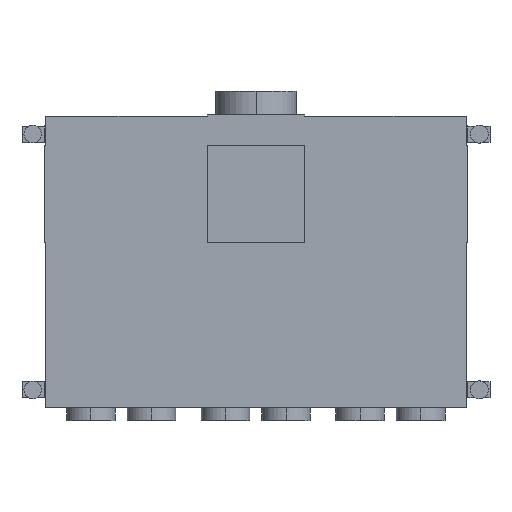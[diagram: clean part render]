
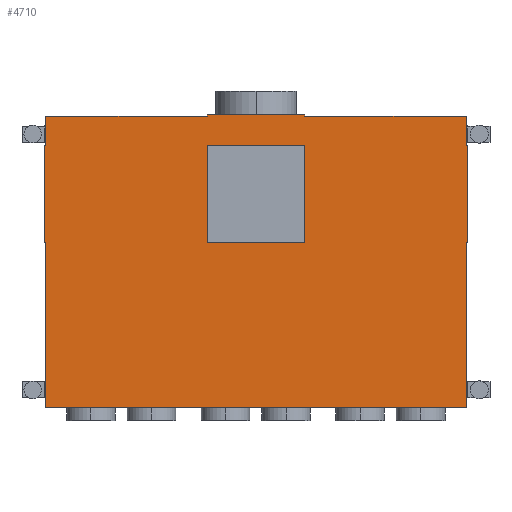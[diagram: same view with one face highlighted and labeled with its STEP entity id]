
A CAD part, top view. The second image highlights one B-rep face of the part: STEP entity #4710.
In plain terms, the highlighted planar face has unit normal (0, 0, 1).
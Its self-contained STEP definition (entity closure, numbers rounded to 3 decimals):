
#2500=CARTESIAN_POINT('',(325.,-225.,150.));
#2510=VERTEX_POINT('',#2500);
#2540=CARTESIAN_POINT('',(325.,30.,150.));
#2550=DIRECTION('',(0.,-1.,0.));
#2560=VECTOR('',#2550,1.);
#2570=LINE('',#2540,#2560);
#2580=CARTESIAN_POINT('',(325.,30.,150.));
#2590=VERTEX_POINT('',#2580);
#2600=EDGE_CURVE('',#2590,#2510,#2570,.T.);
#2920=CARTESIAN_POINT('',(325.,30.,150.));
#2930=DIRECTION('',(1.,0.,0.));
#2940=VECTOR('',#2930,1.);
#2950=LINE('',#2920,#2940);
#2960=CARTESIAN_POINT('',(326.5,30.,150.));
#2970=VERTEX_POINT('',#2960);
#2980=EDGE_CURVE('',#2590,#2970,#2950,.T.);
#3180=CARTESIAN_POINT('',(-0.,-0.,150.));
#3190=DIRECTION('',(-0.,-0.,-1.));
#3200=DIRECTION('',(-1.,0.,0.));
#3210=AXIS2_PLACEMENT_3D('',#3180,#3190,#3200);
#3220=PLANE('',#3210);
#3230=CARTESIAN_POINT('',(325.,-225.,150.));
#3240=DIRECTION('',(-1.,0.,0.));
#3250=VECTOR('',#3240,1.);
#3260=LINE('',#3230,#3250);
#3270=CARTESIAN_POINT('',(-325.,-225.,150.));
#3280=VERTEX_POINT('',#3270);
#3290=EDGE_CURVE('',#2510,#3280,#3260,.T.);
#3300=ORIENTED_EDGE('',*,*,#3290,.F.);
#3310=CARTESIAN_POINT('',(-325.,-225.,150.));
#3320=DIRECTION('',(0.,1.,0.));
#3330=VECTOR('',#3320,1.);
#3340=LINE('',#3310,#3330);
#3350=CARTESIAN_POINT('',(-325.,30.,150.));
#3360=VERTEX_POINT('',#3350);
#3370=EDGE_CURVE('',#3280,#3360,#3340,.T.);
#3380=ORIENTED_EDGE('',*,*,#3370,.F.);
#3390=CARTESIAN_POINT('',(-325.,30.,150.));
#3400=DIRECTION('',(-1.,0.,0.));
#3410=VECTOR('',#3400,1.);
#3420=LINE('',#3390,#3410);
#3430=CARTESIAN_POINT('',(-326.5,30.,150.));
#3440=VERTEX_POINT('',#3430);
#3450=EDGE_CURVE('',#3360,#3440,#3420,.T.);
#3460=ORIENTED_EDGE('',*,*,#3450,.F.);
#3470=CARTESIAN_POINT('',(-326.5,180.,150.));
#3480=DIRECTION('',(0.,-1.,0.));
#3490=VECTOR('',#3480,1.);
#3500=LINE('',#3470,#3490);
#3510=CARTESIAN_POINT('',(-326.5,180.,150.));
#3520=VERTEX_POINT('',#3510);
#3530=EDGE_CURVE('',#3520,#3440,#3500,.T.);
#3540=ORIENTED_EDGE('',*,*,#3530,.T.);
#3550=CARTESIAN_POINT('',(-325.,180.,150.));
#3560=DIRECTION('',(-1.,0.,0.));
#3570=VECTOR('',#3560,1.);
#3580=LINE('',#3550,#3570);
#3590=CARTESIAN_POINT('',(-325.,180.,150.));
#3600=VERTEX_POINT('',#3590);
#3610=EDGE_CURVE('',#3600,#3520,#3580,.T.);
#3620=ORIENTED_EDGE('',*,*,#3610,.T.);
#3630=CARTESIAN_POINT('',(-325.,180.,150.));
#3640=DIRECTION('',(0.,1.,0.));
#3650=VECTOR('',#3640,1.);
#3660=LINE('',#3630,#3650);
#3670=CARTESIAN_POINT('',(-325.,225.,150.));
#3680=VERTEX_POINT('',#3670);
#3690=EDGE_CURVE('',#3600,#3680,#3660,.T.);
#3700=ORIENTED_EDGE('',*,*,#3690,.F.);
#3710=CARTESIAN_POINT('',(-325.,225.,150.));
#3720=DIRECTION('',(1.,0.,0.));
#3730=VECTOR('',#3720,1.);
#3740=LINE('',#3710,#3730);
#3750=CARTESIAN_POINT('',(-75.,225.,150.));
#3760=VERTEX_POINT('',#3750);
#3770=EDGE_CURVE('',#3680,#3760,#3740,.T.);
#3780=ORIENTED_EDGE('',*,*,#3770,.F.);
#3790=CARTESIAN_POINT('',(-75.,225.,150.));
#3800=DIRECTION('',(0.,1.,0.));
#3810=VECTOR('',#3800,1.);
#3820=LINE('',#3790,#3810);
#3830=CARTESIAN_POINT('',(-75.,227.,150.));
#3840=VERTEX_POINT('',#3830);
#3850=EDGE_CURVE('',#3760,#3840,#3820,.T.);
#3860=ORIENTED_EDGE('',*,*,#3850,.F.);
#3870=CARTESIAN_POINT('',(75.,227.,150.));
#3880=DIRECTION('',(-1.,0.,0.));
#3890=VECTOR('',#3880,1.);
#3900=LINE('',#3870,#3890);
#3910=CARTESIAN_POINT('',(75.,227.,150.));
#3920=VERTEX_POINT('',#3910);
#3930=EDGE_CURVE('',#3920,#3840,#3900,.T.);
#3940=ORIENTED_EDGE('',*,*,#3930,.T.);
#3950=CARTESIAN_POINT('',(75.,225.,150.));
#3960=DIRECTION('',(0.,1.,0.));
#3970=VECTOR('',#3960,1.);
#3980=LINE('',#3950,#3970);
#3990=CARTESIAN_POINT('',(75.,225.,150.));
#4000=VERTEX_POINT('',#3990);
#4010=EDGE_CURVE('',#4000,#3920,#3980,.T.);
#4020=ORIENTED_EDGE('',*,*,#4010,.T.);
#4030=CARTESIAN_POINT('',(75.,225.,150.));
#4040=DIRECTION('',(1.,0.,0.));
#4050=VECTOR('',#4040,1.);
#4060=LINE('',#4030,#4050);
#4070=CARTESIAN_POINT('',(325.,225.,150.));
#4080=VERTEX_POINT('',#4070);
#4090=EDGE_CURVE('',#4000,#4080,#4060,.T.);
#4100=ORIENTED_EDGE('',*,*,#4090,.F.);
#4110=CARTESIAN_POINT('',(325.,225.,150.));
#4120=DIRECTION('',(0.,-1.,0.));
#4130=VECTOR('',#4120,1.);
#4140=LINE('',#4110,#4130);
#4150=CARTESIAN_POINT('',(325.,180.,150.));
#4160=VERTEX_POINT('',#4150);
#4170=EDGE_CURVE('',#4080,#4160,#4140,.T.);
#4180=ORIENTED_EDGE('',*,*,#4170,.F.);
#4190=CARTESIAN_POINT('',(325.,180.,150.));
#4200=DIRECTION('',(1.,0.,0.));
#4210=VECTOR('',#4200,1.);
#4220=LINE('',#4190,#4210);
#4230=CARTESIAN_POINT('',(326.5,180.,150.));
#4240=VERTEX_POINT('',#4230);
#4250=EDGE_CURVE('',#4160,#4240,#4220,.T.);
#4260=ORIENTED_EDGE('',*,*,#4250,.F.);
#4270=CARTESIAN_POINT('',(326.5,180.,150.));
#4280=DIRECTION('',(0.,-1.,0.));
#4290=VECTOR('',#4280,1.);
#4300=LINE('',#4270,#4290);
#4310=EDGE_CURVE('',#4240,#2970,#4300,.T.);
#4320=ORIENTED_EDGE('',*,*,#4310,.F.);
#4330=ORIENTED_EDGE('',*,*,#2980,.T.);
#4340=ORIENTED_EDGE('',*,*,#2600,.F.);
#4350=EDGE_LOOP('',(#4340,#4330,#4320,#4260,#4180,#4100,#4020,#3940,
#3860,#3780,#3700,#3620,#3540,#3460,#3380,#3300));
#4360=FACE_OUTER_BOUND('',#4350,.T.);
#4370=CARTESIAN_POINT('',(75.,30.,150.));
#4380=DIRECTION('',(-1.,0.,0.));
#4390=VECTOR('',#4380,1.);
#4400=LINE('',#4370,#4390);
#4410=CARTESIAN_POINT('',(75.,30.,150.));
#4420=VERTEX_POINT('',#4410);
#4430=CARTESIAN_POINT('',(-75.,30.,150.));
#4440=VERTEX_POINT('',#4430);
#4450=EDGE_CURVE('',#4420,#4440,#4400,.T.);
#4460=ORIENTED_EDGE('',*,*,#4450,.T.);
#4470=CARTESIAN_POINT('',(75.,180.,150.));
#4480=DIRECTION('',(0.,-1.,0.));
#4490=VECTOR('',#4480,1.);
#4500=LINE('',#4470,#4490);
#4510=CARTESIAN_POINT('',(75.,180.,150.));
#4520=VERTEX_POINT('',#4510);
#4530=EDGE_CURVE('',#4520,#4420,#4500,.T.);
#4540=ORIENTED_EDGE('',*,*,#4530,.T.);
#4550=CARTESIAN_POINT('',(-75.,180.,150.));
#4560=DIRECTION('',(1.,0.,0.));
#4570=VECTOR('',#4560,1.);
#4580=LINE('',#4550,#4570);
#4590=CARTESIAN_POINT('',(-75.,180.,150.));
#4600=VERTEX_POINT('',#4590);
#4610=EDGE_CURVE('',#4600,#4520,#4580,.T.);
#4620=ORIENTED_EDGE('',*,*,#4610,.T.);
#4630=CARTESIAN_POINT('',(-75.,30.,150.));
#4640=DIRECTION('',(0.,1.,0.));
#4650=VECTOR('',#4640,1.);
#4660=LINE('',#4630,#4650);
#4670=EDGE_CURVE('',#4440,#4600,#4660,.T.);
#4680=ORIENTED_EDGE('',*,*,#4670,.T.);
#4690=EDGE_LOOP('',(#4680,#4620,#4540,#4460));
#4700=FACE_BOUND('',#4690,.T.);
#4710=ADVANCED_FACE('',(#4360,#4700),#3220,.F.);
